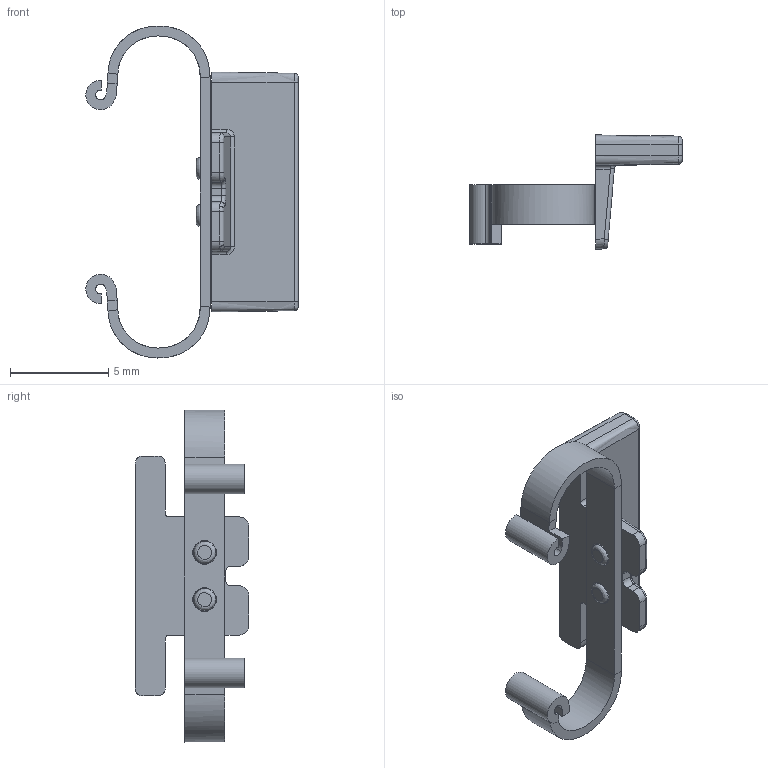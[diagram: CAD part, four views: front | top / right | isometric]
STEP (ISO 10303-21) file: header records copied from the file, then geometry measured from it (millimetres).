
FILE_DESCRIPTION(/* description */ (''),/* implementation_level */ '2;1');
FILE_NAME(/* name */ 'FD-KL-ACTUATOR-BUTTON-POWER-REV-B.stp',/* time_stamp */ '2022-07-26T16:18:30-04:00',/* author */ (''),/* organization */ (''),/* preprocessor_version */ 'ST-DEVELOPER v16',/* originating_system */ 'SIEMENS PLM Software NX 11.0',/* authorisation */ '');
FILE_SCHEMA (('AUTOMOTIVE_DESIGN { 1 0 10303 214 3 1 1 1 }'));
Length unit declared in the file: millimetre
Products named in the file (1): FD-KL-ACTUATOR-BUTTON-POWER-REV-B
Bounding box: 10.79 x 5.79 x 16.87 mm (x, y, z)
Volume: 134.4 mm3; surface area: 389.7 mm2
Topology: 2 solids, 2 shells, 97 faces, 243 edges, 152 vertices
Faces by surface type: plane 38, cylinder 29, bspline 26, cone 4
Entity records: 3859 total; most frequent: CARTESIAN_POINT 1719, ORIENTED_EDGE 470, DIRECTION 365, EDGE_CURVE 235, VERTEX_POINT 152, AXIS2_PLACEMENT_3D 126, LINE 113, VECTOR 113
